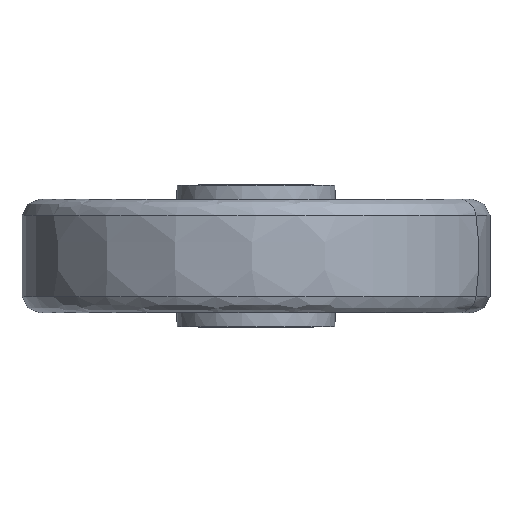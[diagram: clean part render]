
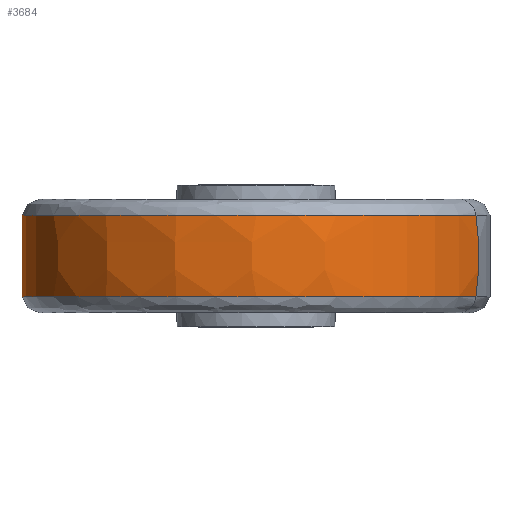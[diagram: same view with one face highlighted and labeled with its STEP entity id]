
A CAD part, front view. The second image highlights one B-rep face of the part: STEP entity #3684.
In plain terms, the highlighted free-form (B-spline) face has degree [3, 3] with [4, 4] control points.
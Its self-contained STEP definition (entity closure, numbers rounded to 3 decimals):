
#294 = CARTESIAN_POINT ( 'NONE',  ( -169.626, -189.869, -21.493 ) ) ;
#663 = CARTESIAN_POINT ( 'NONE',  ( 146.364, -42.04, 21.493 ) ) ;
#800 = CARTESIAN_POINT ( 'NONE',  ( 146.364, -42.04, 21.493 ) ) ;
#1867 = ORIENTED_EDGE ( 'NONE', *, *, #10167, .T. ) ;
#1981 = CARTESIAN_POINT ( 'NONE',  ( -87.63, 42.796, -7.221 ) ) ;
#3071 = CARTESIAN_POINT ( 'NONE',  ( 62.856, -278.874, 7.221 ) ) ;
#3246 = CARTESIAN_POINT ( 'NONE',  ( 148.448, -42.796, 7.221 ) ) ;
#3684 = ADVANCED_FACE ( 'NONE', ( #15263 ), #4814, .T. ) ;
#3838 = CARTESIAN_POINT ( 'NONE',  ( 30.409, 0., 21.493 ) ) ;
#4535 = CARTESIAN_POINT ( 'NONE',  ( -173.222, -193.282, -7.221 ) ) ;
#4629 = CARTESIAN_POINT ( 'NONE',  ( 62.283, -273.95, 21.493 ) ) ;
#4814 =( BOUNDED_SURFACE ( )  B_SPLINE_SURFACE ( 3, 3, ( 
 ( #6863, #13298, #294, #5900 ),
 ( #12919, #16048, #4535, #1981 ),
 ( #3246, #3071, #4815, #17222 ),
 ( #663, #4629, #10181, #11558 ) ),
 .UNSPECIFIED., .F., .F., .F. ) 
 B_SPLINE_SURFACE_WITH_KNOTS ( ( 4, 4 ),
 ( 4, 4 ),
 ( 0., 1. ),
 ( 0., 1. ),
 .UNSPECIFIED. ) 
 GEOMETRIC_REPRESENTATION_ITEM ( )  RATIONAL_B_SPLINE_SURFACE ( (
 ( 1., 0.333, 0.333, 1.),
 ( 0.992, 0.331, 0.331, 0.992),
 ( 0.992, 0.331, 0.331, 0.992),
 ( 1., 0.333, 0.333, 1.) ) ) 
 REPRESENTATION_ITEM ( '' )  SURFACE ( )  );
#4815 = CARTESIAN_POINT ( 'NONE',  ( -173.222, -193.282, 7.221 ) ) ;
#5138 = DIRECTION ( 'NONE',  ( -0.94, 0.341, 0. ) ) ;
#5393 = CARTESIAN_POINT ( 'NONE',  ( 30.409, 0., -21.493 ) ) ;
#5900 = CARTESIAN_POINT ( 'NONE',  ( -85.545, 42.04, -21.493 ) ) ;
#5937 = AXIS2_PLACEMENT_3D ( 'NONE', #9895, #7880, #9290 ) ;
#6685 = DIRECTION ( 'NONE',  ( 0., 0., -1. ) ) ;
#6760 = EDGE_CURVE ( 'NONE', #12811, #13509, #9230, .T. ) ;
#6863 = CARTESIAN_POINT ( 'NONE',  ( 146.364, -42.04, -21.493 ) ) ;
#7880 = DIRECTION ( 'NONE',  ( 0.341, 0.94, 0. ) ) ;
#7959 = EDGE_CURVE ( 'NONE', #18038, #10578, #11271, .T. ) ;
#9043 = EDGE_CURVE ( 'NONE', #18038, #12811, #14737, .T. ) ;
#9230 = CIRCLE ( 'NONE', #12178, 140. ) ;
#9290 = DIRECTION ( 'NONE',  ( -0.94, 0.341, 0. ) ) ;
#9895 = CARTESIAN_POINT ( 'NONE',  ( 44.511, -5.113, 0. ) ) ;
#10167 = EDGE_CURVE ( 'NONE', #13509, #10578, #13510, .T. ) ;
#10181 = CARTESIAN_POINT ( 'NONE',  ( -169.626, -189.869, 21.493 ) ) ;
#10471 = DIRECTION ( 'NONE',  ( -0.341, -0.94, 0. ) ) ;
#10555 = CARTESIAN_POINT ( 'NONE',  ( 16.308, 5.113, 0. ) ) ;
#10578 = VERTEX_POINT ( 'NONE', #13958 ) ;
#10643 = ORIENTED_EDGE ( 'NONE', *, *, #6760, .T. ) ;
#11271 = CIRCLE ( 'NONE', #5937, 140. ) ;
#11558 = CARTESIAN_POINT ( 'NONE',  ( -85.545, 42.04, 21.493 ) ) ;
#11658 = DIRECTION ( 'NONE',  ( 0., 0., 1. ) ) ;
#11902 = ORIENTED_EDGE ( 'NONE', *, *, #7959, .F. ) ;
#12178 = AXIS2_PLACEMENT_3D ( 'NONE', #10555, #10471, #16060 ) ;
#12188 = EDGE_LOOP ( 'NONE', ( #17216, #10643, #1867, #11902 ) ) ;
#12684 = AXIS2_PLACEMENT_3D ( 'NONE', #5393, #11658, #13790 ) ;
#12811 = VERTEX_POINT ( 'NONE', #17314 ) ;
#12919 = CARTESIAN_POINT ( 'NONE',  ( 148.448, -42.796, -7.221 ) ) ;
#13298 = CARTESIAN_POINT ( 'NONE',  ( 62.283, -273.95, -21.493 ) ) ;
#13509 = VERTEX_POINT ( 'NONE', #800 ) ;
#13510 = CIRCLE ( 'NONE', #13840, 123.34 ) ;
#13790 = DIRECTION ( 'NONE',  ( -0.94, 0.341, 0. ) ) ;
#13840 = AXIS2_PLACEMENT_3D ( 'NONE', #3838, #6685, #5138 ) ;
#13958 = CARTESIAN_POINT ( 'NONE',  ( -85.545, 42.04, 21.493 ) ) ;
#14737 = CIRCLE ( 'NONE', #12684, 123.34 ) ;
#15263 = FACE_OUTER_BOUND ( 'NONE', #12188, .T. ) ;
#16048 = CARTESIAN_POINT ( 'NONE',  ( 62.856, -278.874, -7.221 ) ) ;
#16060 = DIRECTION ( 'NONE',  ( 0.94, -0.341, 0. ) ) ;
#16320 = CARTESIAN_POINT ( 'NONE',  ( -85.545, 42.04, -21.493 ) ) ;
#17216 = ORIENTED_EDGE ( 'NONE', *, *, #9043, .T. ) ;
#17222 = CARTESIAN_POINT ( 'NONE',  ( -87.63, 42.796, 7.221 ) ) ;
#17314 = CARTESIAN_POINT ( 'NONE',  ( 146.364, -42.04, -21.493 ) ) ;
#18038 = VERTEX_POINT ( 'NONE', #16320 ) ;
